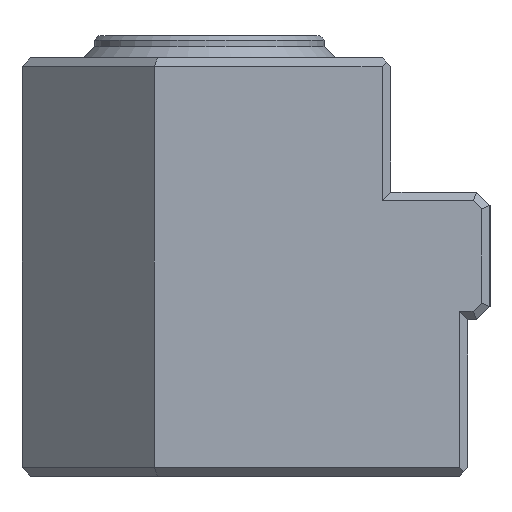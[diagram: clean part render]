
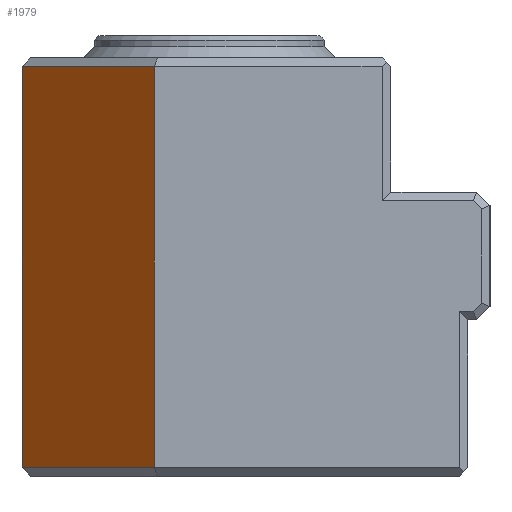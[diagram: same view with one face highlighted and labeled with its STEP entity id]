
A CAD part, left-side view. The second image highlights one B-rep face of the part: STEP entity #1979.
In plain terms, the highlighted planar face has unit normal (-0.707, 0.707, 0).
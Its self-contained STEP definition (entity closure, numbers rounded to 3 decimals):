
#734 = PLANE('',#735);
#735 = AXIS2_PLACEMENT_3D('',#736,#737,#738);
#736 = CARTESIAN_POINT('',(6.141,8.359,-9.3));
#737 = DIRECTION('',(-0.5,0.5,-0.707));
#738 = DIRECTION('',(0.707,0.707,0.)
  );
#1077 = VERTEX_POINT('',#1078);
#1078 = CARTESIAN_POINT('',(6.,8.5,-9.1));
#1137 = PLANE('',#1138);
#1138 = AXIS2_PLACEMENT_3D('',#1139,#1140,#1141);
#1139 = CARTESIAN_POINT('',(100.,8.5,-9.5));
#1140 = DIRECTION('',(0.,1.,0.));
#1141 = DIRECTION('',(0.,0.,1.));
#1153 = EDGE_CURVE('',#1077,#1154,#1156,.T.);
#1154 = VERTEX_POINT('',#1155);
#1155 = CARTESIAN_POINT('',(0.,2.5,-9.1));
#1156 = SURFACE_CURVE('',#1157,(#1161,#1168),.PCURVE_S1.);
#1157 = LINE('',#1158,#1159);
#1158 = CARTESIAN_POINT('',(6.,8.5,-9.1));
#1159 = VECTOR('',#1160,1.);
#1160 = DIRECTION('',(-0.707,-0.707,0.));
#1161 = PCURVE('',#734,#1162);
#1162 = DEFINITIONAL_REPRESENTATION('',(#1163),#1167);
#1163 = LINE('',#1164,#1165);
#1164 = CARTESIAN_POINT('',(-0.,-0.283));
#1165 = VECTOR('',#1166,1.);
#1166 = DIRECTION('',(-1.,0.));
#1167 = ( GEOMETRIC_REPRESENTATION_CONTEXT(2) 
PARAMETRIC_REPRESENTATION_CONTEXT() REPRESENTATION_CONTEXT('2D SPACE',''
  ) );
#1168 = PCURVE('',#1169,#1174);
#1169 = PLANE('',#1170);
#1170 = AXIS2_PLACEMENT_3D('',#1171,#1172,#1173);
#1171 = CARTESIAN_POINT('',(3.,5.5,-9.5));
#1172 = DIRECTION('',(0.707,-0.707,0.));
#1173 = DIRECTION('',(0.,0.,1.));
#1174 = DEFINITIONAL_REPRESENTATION('',(#1175),#1179);
#1175 = LINE('',#1176,#1177);
#1176 = CARTESIAN_POINT('',(0.4,-4.243));
#1177 = VECTOR('',#1178,1.);
#1178 = DIRECTION('',(0.,1.));
#1179 = ( GEOMETRIC_REPRESENTATION_CONTEXT(2) 
PARAMETRIC_REPRESENTATION_CONTEXT() REPRESENTATION_CONTEXT('2D SPACE',''
  ) );
#1276 = PLANE('',#1277);
#1277 = AXIS2_PLACEMENT_3D('',#1278,#1279,#1280);
#1278 = CARTESIAN_POINT('',(0.,-8.25,-9.5));
#1279 = DIRECTION('',(1.,0.,0.));
#1280 = DIRECTION('',(0.,0.,1.));
#1802 = EDGE_CURVE('',#1077,#1803,#1805,.T.);
#1803 = VERTEX_POINT('',#1804);
#1804 = CARTESIAN_POINT('',(6.,8.5,9.1));
#1805 = SURFACE_CURVE('',#1806,(#1810,#1817),.PCURVE_S1.);
#1806 = LINE('',#1807,#1808);
#1807 = CARTESIAN_POINT('',(6.,8.5,-9.5));
#1808 = VECTOR('',#1809,1.);
#1809 = DIRECTION('',(0.,0.,1.));
#1810 = PCURVE('',#1137,#1811);
#1811 = DEFINITIONAL_REPRESENTATION('',(#1812),#1816);
#1812 = LINE('',#1813,#1814);
#1813 = CARTESIAN_POINT('',(0.,-94.));
#1814 = VECTOR('',#1815,1.);
#1815 = DIRECTION('',(1.,0.));
#1816 = ( GEOMETRIC_REPRESENTATION_CONTEXT(2) 
PARAMETRIC_REPRESENTATION_CONTEXT() REPRESENTATION_CONTEXT('2D SPACE',''
  ) );
#1817 = PCURVE('',#1169,#1818);
#1818 = DEFINITIONAL_REPRESENTATION('',(#1819),#1823);
#1819 = LINE('',#1820,#1821);
#1820 = CARTESIAN_POINT('',(0.,-4.243));
#1821 = VECTOR('',#1822,1.);
#1822 = DIRECTION('',(1.,0.));
#1823 = ( GEOMETRIC_REPRESENTATION_CONTEXT(2) 
PARAMETRIC_REPRESENTATION_CONTEXT() REPRESENTATION_CONTEXT('2D SPACE',''
  ) );
#1979 = ADVANCED_FACE('',(#1980),#1169,.F.);
#1980 = FACE_BOUND('',#1981,.F.);
#1981 = EDGE_LOOP('',(#1982,#1983,#2011,#2032));
#1982 = ORIENTED_EDGE('',*,*,#1802,.T.);
#1983 = ORIENTED_EDGE('',*,*,#1984,.T.);
#1984 = EDGE_CURVE('',#1803,#1985,#1987,.T.);
#1985 = VERTEX_POINT('',#1986);
#1986 = CARTESIAN_POINT('',(0.,2.5,9.1));
#1987 = SURFACE_CURVE('',#1988,(#1992,#1999),.PCURVE_S1.);
#1988 = LINE('',#1989,#1990);
#1989 = CARTESIAN_POINT('',(6.,8.5,9.1));
#1990 = VECTOR('',#1991,1.);
#1991 = DIRECTION('',(-0.707,-0.707,0.));
#1992 = PCURVE('',#1169,#1993);
#1993 = DEFINITIONAL_REPRESENTATION('',(#1994),#1998);
#1994 = LINE('',#1995,#1996);
#1995 = CARTESIAN_POINT('',(18.6,-4.243));
#1996 = VECTOR('',#1997,1.);
#1997 = DIRECTION('',(0.,1.));
#1998 = ( GEOMETRIC_REPRESENTATION_CONTEXT(2) 
PARAMETRIC_REPRESENTATION_CONTEXT() REPRESENTATION_CONTEXT('2D SPACE',''
  ) );
#1999 = PCURVE('',#2000,#2005);
#2000 = PLANE('',#2001);
#2001 = AXIS2_PLACEMENT_3D('',#2002,#2003,#2004);
#2002 = CARTESIAN_POINT('',(6.141,8.359,9.3));
#2003 = DIRECTION('',(0.5,-0.5,-0.707));
#2004 = DIRECTION('',(0.707,0.707,0.)
  );
#2005 = DEFINITIONAL_REPRESENTATION('',(#2006),#2010);
#2006 = LINE('',#2007,#2008);
#2007 = CARTESIAN_POINT('',(-0.,-0.283));
#2008 = VECTOR('',#2009,1.);
#2009 = DIRECTION('',(-1.,0.));
#2010 = ( GEOMETRIC_REPRESENTATION_CONTEXT(2) 
PARAMETRIC_REPRESENTATION_CONTEXT() REPRESENTATION_CONTEXT('2D SPACE',''
  ) );
#2011 = ORIENTED_EDGE('',*,*,#2012,.F.);
#2012 = EDGE_CURVE('',#1154,#1985,#2013,.T.);
#2013 = SURFACE_CURVE('',#2014,(#2018,#2025),.PCURVE_S1.);
#2014 = LINE('',#2015,#2016);
#2015 = CARTESIAN_POINT('',(0.,2.5,-9.5));
#2016 = VECTOR('',#2017,1.);
#2017 = DIRECTION('',(0.,0.,1.));
#2018 = PCURVE('',#1169,#2019);
#2019 = DEFINITIONAL_REPRESENTATION('',(#2020),#2024);
#2020 = LINE('',#2021,#2022);
#2021 = CARTESIAN_POINT('',(0.,4.243));
#2022 = VECTOR('',#2023,1.);
#2023 = DIRECTION('',(1.,0.));
#2024 = ( GEOMETRIC_REPRESENTATION_CONTEXT(2) 
PARAMETRIC_REPRESENTATION_CONTEXT() REPRESENTATION_CONTEXT('2D SPACE',''
  ) );
#2025 = PCURVE('',#1276,#2026);
#2026 = DEFINITIONAL_REPRESENTATION('',(#2027),#2031);
#2027 = LINE('',#2028,#2029);
#2028 = CARTESIAN_POINT('',(0.,-10.75));
#2029 = VECTOR('',#2030,1.);
#2030 = DIRECTION('',(1.,0.));
#2031 = ( GEOMETRIC_REPRESENTATION_CONTEXT(2) 
PARAMETRIC_REPRESENTATION_CONTEXT() REPRESENTATION_CONTEXT('2D SPACE',''
  ) );
#2032 = ORIENTED_EDGE('',*,*,#1153,.F.);
